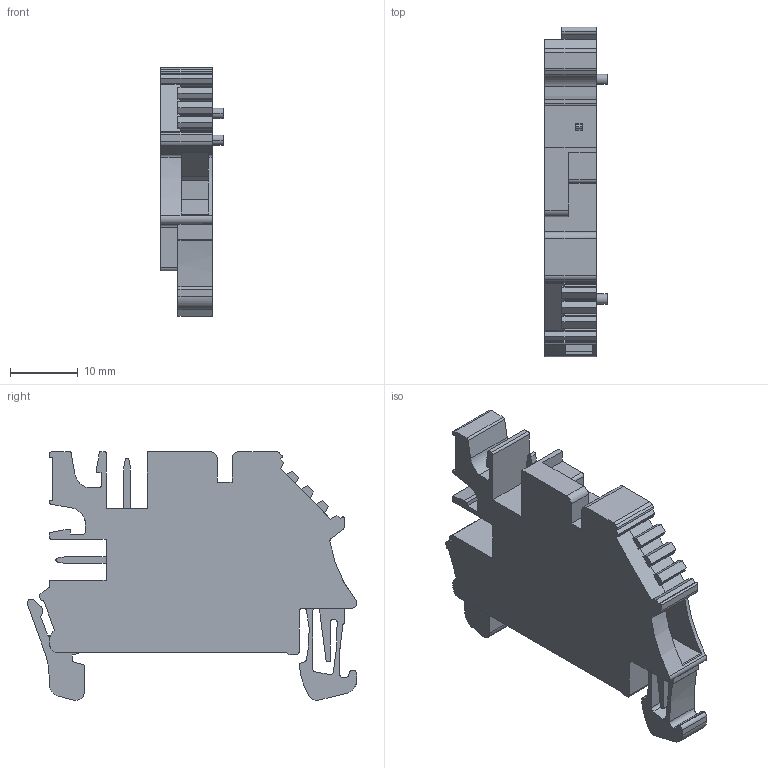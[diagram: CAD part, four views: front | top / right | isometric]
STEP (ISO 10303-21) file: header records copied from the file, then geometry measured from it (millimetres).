
FILE_DESCRIPTION(('CATIA V5 STEP Exchange','CAx-IF Rec.Pracs.--- Model Styling and Organization---1.4--- 2014-01-23'),'2;1');
FILE_NAME ('D1447457_1', '2021-12-17T05:14:28+00:00', ('none'), ('Weidmueller'), 'CATIA Version 5-6 Release 2016 SP3 HF44', 'CATIA V5 STEP AP214', 'none');
FILE_SCHEMA(('AUTOMOTIVE_DESIGN { 1 0 10303 214 1 1 1 1 }'));
Length unit declared in the file: millimetre
Products named in the file (1): 1038900000
Bounding box: 9.22 x 48.63 x 36.7 mm (x, y, z)
Volume: 7951.5 mm3; surface area: 4683.3 mm2
Topology: 3 solids, 3 shells, 252 faces, 727 edges, 482 vertices
Faces by surface type: plane 177, cylinder 75
Entity records: 8420 total; most frequent: CARTESIAN_POINT 1860, ORIENTED_EDGE 1454, DIRECTION 1180, EDGE_CURVE 727, VECTOR 574, LINE 574, VERTEX_POINT 482, AXIS2_PLACEMENT_3D 357
